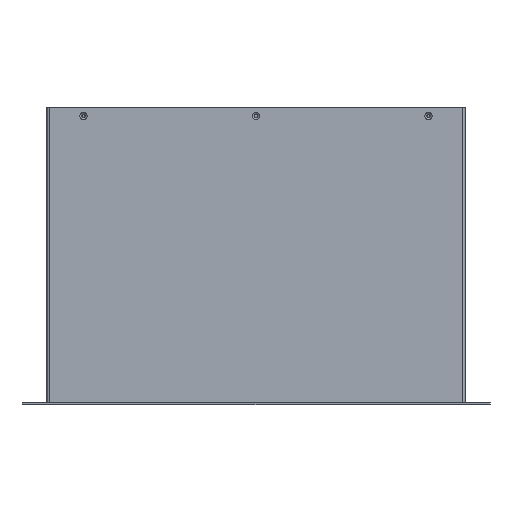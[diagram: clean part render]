
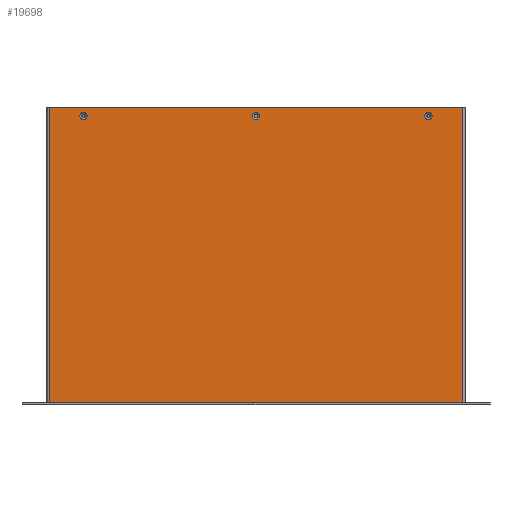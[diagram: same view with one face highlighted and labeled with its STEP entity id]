
A CAD part, top view. The second image highlights one B-rep face of the part: STEP entity #19698.
In plain terms, the highlighted planar face has unit normal (0, 0, 1).
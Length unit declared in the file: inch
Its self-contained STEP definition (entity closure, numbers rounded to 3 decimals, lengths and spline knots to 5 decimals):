
#327 = DIRECTION ( 'NONE',  ( -1., 0., 0. ) ) ;
#647 = ORIENTED_EDGE ( 'NONE', *, *, #884, .T. ) ;
#884 = EDGE_CURVE ( 'NONE', #8727, #9902, #4857, .T. ) ;
#1099 = AXIS2_PLACEMENT_3D ( 'NONE', #15166, #8890, #19731 ) ;
#1135 = CARTESIAN_POINT ( 'NONE',  ( 8.425, 6.01, 1.72 ) ) ;
#1240 = EDGE_CURVE ( 'NONE', #8727, #4743, #2845, .T. ) ;
#1376 = VECTOR ( 'NONE', #327, 39.37008 ) ;
#1826 = EDGE_CURVE ( 'NONE', #2909, #2909, #2363, .T. ) ;
#1858 = CARTESIAN_POINT ( 'NONE',  ( 0.03, 12., 1.72 ) ) ;
#2363 = CIRCLE ( 'NONE', #7875, 0.1475 ) ;
#2644 = FACE_BOUND ( 'NONE', #5635, .T. ) ;
#2744 = AXIS2_PLACEMENT_3D ( 'NONE', #19699, #16641, #18263 ) ;
#2845 = LINE ( 'NONE', #12277, #18207 ) ;
#2909 = VERTEX_POINT ( 'NONE', #16480 ) ;
#2916 = EDGE_LOOP ( 'NONE', ( #5763, #647, #9236, #14000 ) ) ;
#3045 = CARTESIAN_POINT ( 'NONE',  ( 0.03, 0.02, 1.72 ) ) ;
#3502 = CARTESIAN_POINT ( 'NONE',  ( 16.82, 0.02, 1.72 ) ) ;
#4163 = ORIENTED_EDGE ( 'NONE', *, *, #1826, .T. ) ;
#4442 = DIRECTION ( 'NONE',  ( 0., -1., 0. ) ) ;
#4734 = LINE ( 'NONE', #3045, #7734 ) ;
#4743 = VERTEX_POINT ( 'NONE', #3502 ) ;
#4857 = LINE ( 'NONE', #14216, #1376 ) ;
#5281 = EDGE_LOOP ( 'NONE', ( #7172 ) ) ;
#5402 = CARTESIAN_POINT ( 'NONE',  ( 8.5725, 11.64125, 1.72 ) ) ;
#5635 = EDGE_LOOP ( 'NONE', ( #12878 ) ) ;
#5763 = ORIENTED_EDGE ( 'NONE', *, *, #1240, .F. ) ;
#6136 = EDGE_LOOP ( 'NONE', ( #4163 ) ) ;
#6418 = VECTOR ( 'NONE', #15222, 39.37008 ) ;
#7172 = ORIENTED_EDGE ( 'NONE', *, *, #10560, .T. ) ;
#7265 = EDGE_CURVE ( 'NONE', #15569, #15569, #17308, .T. ) ;
#7734 = VECTOR ( 'NONE', #18750, 39.37008 ) ;
#7875 = AXIS2_PLACEMENT_3D ( 'NONE', #13776, #11138, #18627 ) ;
#8727 = VERTEX_POINT ( 'NONE', #13205 ) ;
#8746 = DIRECTION ( 'NONE',  ( 0., 0., -1. ) ) ;
#8843 = FACE_OUTER_BOUND ( 'NONE', #2916, .T. ) ;
#8890 = DIRECTION ( 'NONE',  ( 0., 0., -1. ) ) ;
#9236 = ORIENTED_EDGE ( 'NONE', *, *, #16834, .F. ) ;
#9248 = CARTESIAN_POINT ( 'NONE',  ( 16.785, 0.02, 1.72 ) ) ;
#9902 = VERTEX_POINT ( 'NONE', #1858 ) ;
#10560 = EDGE_CURVE ( 'NONE', #14350, #14350, #19560, .T. ) ;
#11138 = DIRECTION ( 'NONE',  ( 0., 0., -1. ) ) ;
#12277 = CARTESIAN_POINT ( 'NONE',  ( 16.82, 12., 1.72 ) ) ;
#12878 = ORIENTED_EDGE ( 'NONE', *, *, #7265, .T. ) ;
#13205 = CARTESIAN_POINT ( 'NONE',  ( 16.82, 12., 1.72 ) ) ;
#13208 = DIRECTION ( 'NONE',  ( 0., 1., 0. ) ) ;
#13776 = CARTESIAN_POINT ( 'NONE',  ( 15.427, 11.64125, 1.72 ) ) ;
#13942 = EDGE_CURVE ( 'NONE', #14193, #4743, #15967, .T. ) ;
#14000 = ORIENTED_EDGE ( 'NONE', *, *, #13942, .T. ) ;
#14193 = VERTEX_POINT ( 'NONE', #17215 ) ;
#14216 = CARTESIAN_POINT ( 'NONE',  ( 0.065, 12., 1.72 ) ) ;
#14312 = AXIS2_PLACEMENT_3D ( 'NONE', #1135, #8746, #13208 ) ;
#14350 = VERTEX_POINT ( 'NONE', #5402 ) ;
#15166 = CARTESIAN_POINT ( 'NONE',  ( 8.425, 11.64125, 1.72 ) ) ;
#15222 = DIRECTION ( 'NONE',  ( 1., 0., 0. ) ) ;
#15569 = VERTEX_POINT ( 'NONE', #17271 ) ;
#15967 = LINE ( 'NONE', #9248, #6418 ) ;
#16235 = PLANE ( 'NONE',  #14312 ) ;
#16430 = FACE_BOUND ( 'NONE', #5281, .T. ) ;
#16480 = CARTESIAN_POINT ( 'NONE',  ( 15.5745, 11.64125, 1.72 ) ) ;
#16641 = DIRECTION ( 'NONE',  ( 0., 0., -1. ) ) ;
#16834 = EDGE_CURVE ( 'NONE', #14193, #9902, #4734, .T. ) ;
#17215 = CARTESIAN_POINT ( 'NONE',  ( 0.03, 0.02, 1.72 ) ) ;
#17271 = CARTESIAN_POINT ( 'NONE',  ( 1.5705, 11.64125, 1.72 ) ) ;
#17308 = CIRCLE ( 'NONE', #2744, 0.1475 ) ;
#18207 = VECTOR ( 'NONE', #4442, 39.37008 ) ;
#18263 = DIRECTION ( 'NONE',  ( 1., 0., 0. ) ) ;
#18627 = DIRECTION ( 'NONE',  ( 1., 0., 0. ) ) ;
#18750 = DIRECTION ( 'NONE',  ( 0., 1., 0. ) ) ;
#19379 = FACE_BOUND ( 'NONE', #6136, .T. ) ;
#19560 = CIRCLE ( 'NONE', #1099, 0.1475 ) ;
#19698 = ADVANCED_FACE ( 'NONE', ( #2644, #19379, #16430, #8843 ), #16235, .F. ) ;
#19699 = CARTESIAN_POINT ( 'NONE',  ( 1.423, 11.64125, 1.72 ) ) ;
#19731 = DIRECTION ( 'NONE',  ( 1., 0., 0. ) ) ;
